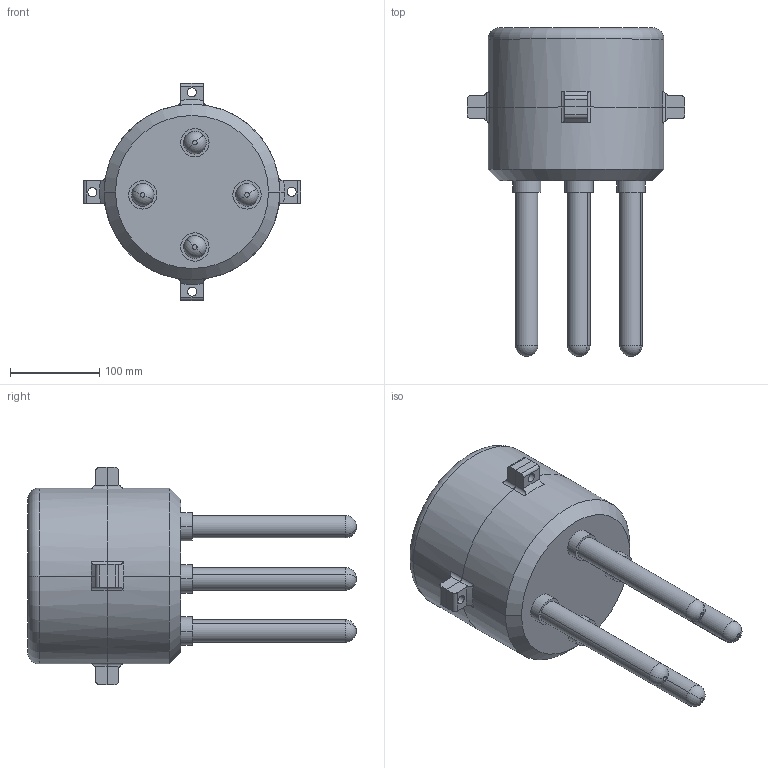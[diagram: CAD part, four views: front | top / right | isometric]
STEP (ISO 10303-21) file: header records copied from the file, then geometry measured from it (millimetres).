
FILE_DESCRIPTION (( 'STEP AP203' ), '1' );
FILE_NAME ('Squid V2.STEP', '2024-08-15T00:09:51', ( '' ), ( '' ), 'SwSTEP 2.0', 'SolidWorks 2023', '' );
FILE_SCHEMA (( 'CONFIG_CONTROL_DESIGN' ));
Length unit declared in the file: inch
Products named in the file (4): Top Part of Squid^Squid V2; Kraken(My Version); Kraken Tentacle; Squid V2
Assembly tree (6 placements, depth 2):
  Squid V2
    Kraken(My Version)
    Kraken Tentacle  x4
    Top Part of Squid^Squid V2
Bounding box: 243.67 x 367.91 x 243.46 mm (x, y, z)
Volume: 2762035.5 mm3; surface area: 414269.1 mm2
Topology: 6 solids, 6 shells, 182 faces, 474 edges, 306 vertices
Faces by surface type: cylinder 98, plane 54, cone 12, torus 10, sphere 8
Entity records: 5506 total; most frequent: CARTESIAN_POINT 1133, DIRECTION 862, ORIENTED_EDGE 784, EDGE_CURVE 392, AXIS2_PLACEMENT_3D 349, VERTEX_POINT 256, EDGE_LOOP 190, CIRCLE 188
